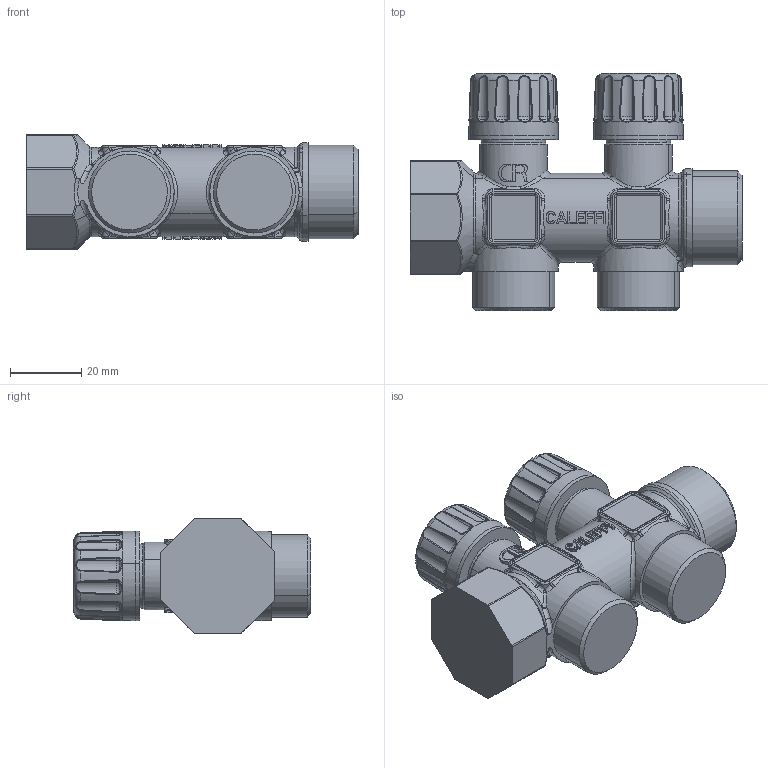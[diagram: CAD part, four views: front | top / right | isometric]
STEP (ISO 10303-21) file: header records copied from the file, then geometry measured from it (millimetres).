
FILE_DESCRIPTION(('CATIA V5 STEP Exchange'),'2;1');
FILE_NAME('STEP_354052_-_TST.stp','2017-03-24T15:53:18+00:00',('none'),('none'),'CATIA Version 5-6 Release 2014 SP5','CATIA V5 STEP AP203','none');
FILE_SCHEMA(('CONFIG_CONTROL_DESIGN'));
Products named in the file (1): 354052 - TST
Bounding box: 93 x 66.41 x 32 mm (x, y, z)
Volume: 89178.1 mm3; surface area: 17458.4 mm2
Topology: 1 solids, 1 shells, 1107 faces, 2683 edges, 1583 vertices
Faces by surface type: bspline 366, cylinder 210, plane 191, torus 127, extrusion 80, cone 69, sphere 40, revolution 24
Entity records: 52460 total; most frequent: CARTESIAN_POINT 31818, ORIENTED_EDGE 5310, EDGE_CURVE 2655, DIRECTION 2215, VERTEX_POINT 1583, B_SPLINE_CURVE_WITH_KNOTS 1442, EDGE_LOOP 1140, ADVANCED_FACE 1107
